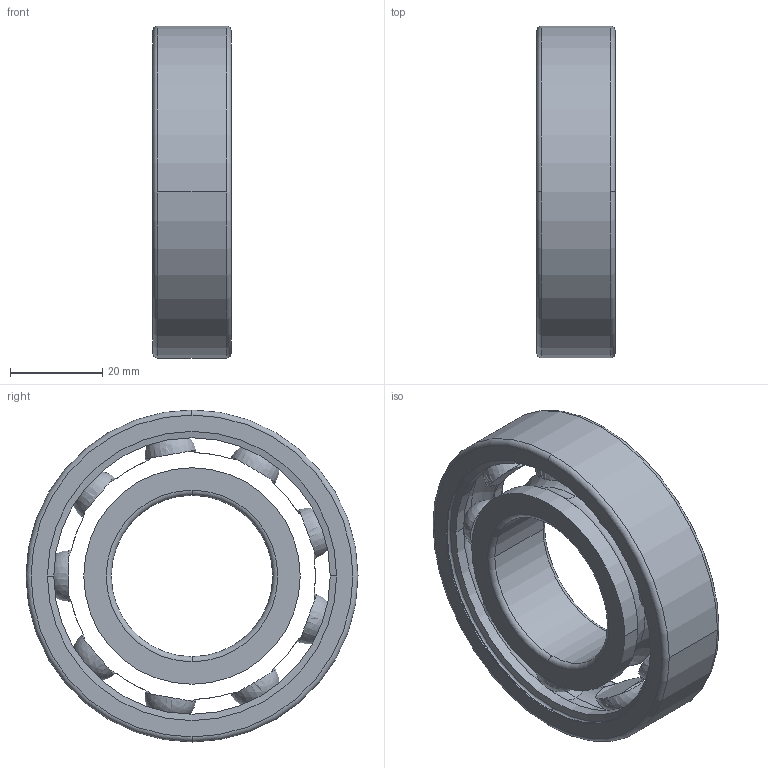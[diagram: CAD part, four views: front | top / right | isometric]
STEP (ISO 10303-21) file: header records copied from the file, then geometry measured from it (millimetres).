
FILE_DESCRIPTION(('STEP AP214'),'1');
FILE_NAME('6207_c3.stp','2025-07-14T12:23:08',('TraceParts'),('TraceParts S.A.'),'Spatial InterOp 3D',' ',' ');
FILE_SCHEMA(('AUTOMOTIVE_DESIGN { 1 0 10303 214 1 1 1 1 }'));
Length unit declared in the file: millimetre
Products named in the file (1): SKF_bearing_6207_2_1
Bounding box: 17 x 72 x 72 mm (x, y, z)
Volume: 34709.4 mm3; surface area: 19335.4 mm2
Topology: 3 solids, 3 shells, 84 faces, 228 edges, 130 vertices
Faces by surface type: torus 42, sphere 18, cylinder 16, cone 4, plane 4
Entity records: 3036 total; most frequent: CARTESIAN_POINT 1021, DIRECTION 466, ORIENTED_EDGE 384, AXIS2_PLACEMENT_3D 223, EDGE_CURVE 192, CIRCLE 136, VERTEX_POINT 130, EDGE_LOOP 106
